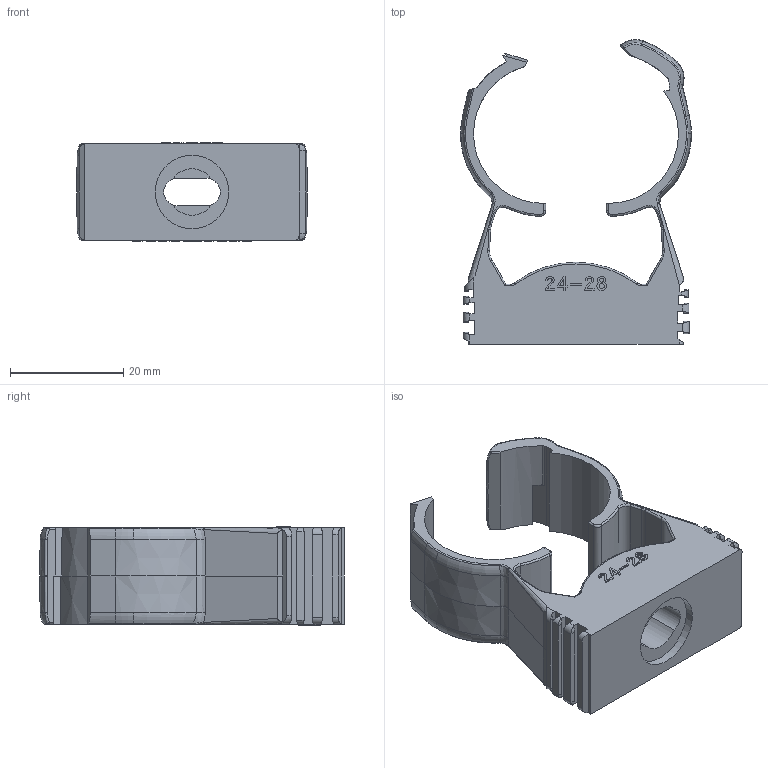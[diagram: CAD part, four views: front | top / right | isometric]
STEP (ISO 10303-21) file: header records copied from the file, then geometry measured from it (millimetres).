
FILE_DESCRIPTION((''),'2;1');
FILE_NAME('2146207','2012-08-14T',('AndreasKeweloh'),(''),'PRO/ENGINEER BY PARAMETRIC TECHNOLOGY CORPORATION, 2012130','PRO/ENGINEER BY PARAMETRIC TECHNOLOGY CORPORATION, 2012130','');
FILE_SCHEMA(('CONFIG_CONTROL_DESIGN'));
Length unit declared in the file: millimetre
Products named in the file (1): 2146207
Bounding box: 40.72 x 53.86 x 17.4 mm (x, y, z)
Volume: 10730.1 mm3; surface area: 7520.6 mm2
Topology: 1 solids, 1 shells, 854 faces, 2399 edges, 1568 vertices
Faces by surface type: plane 385, cylinder 313, bspline 77, extrusion 29, revolution 20, torus 16, cone 14
Entity records: 31415 total; most frequent: CARTESIAN_POINT 9535, ORIENTED_EDGE 4798, DIRECTION 4290, EDGE_CURVE 2399, VERTEX_POINT 1568, VECTOR 1436, AXIS2_PLACEMENT_3D 1417, LINE 1407
